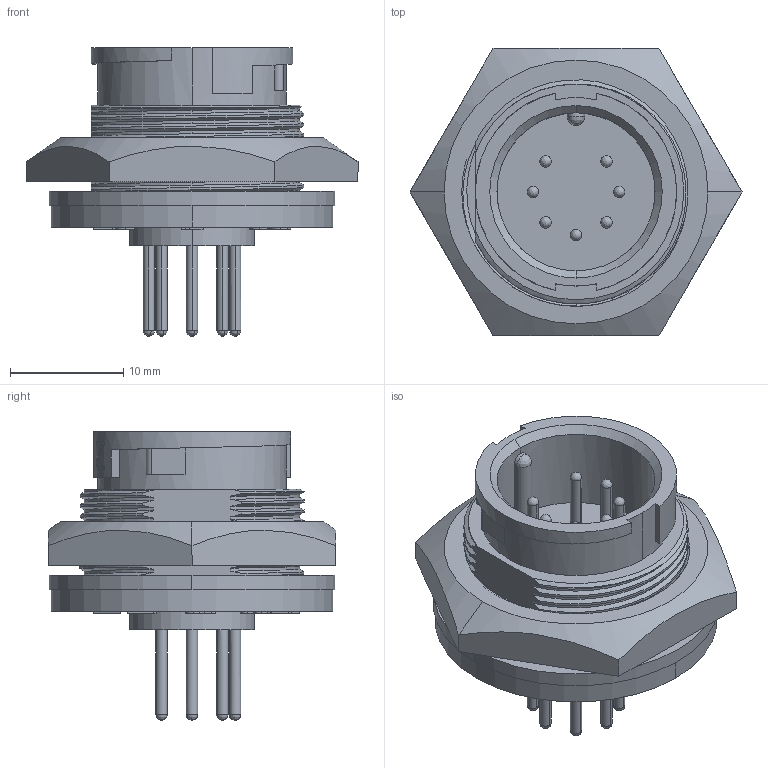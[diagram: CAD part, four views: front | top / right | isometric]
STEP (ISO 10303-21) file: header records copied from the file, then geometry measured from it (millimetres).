
FILE_DESCRIPTION (( 'STEP AP203' ), '1' );
FILE_NAME ('4292-7PG-300.STEP', '2018-08-10T16:39:54', ( '' ), ( '' ), 'SwSTEP 2.0', 'SolidWorks 2017', '' );
FILE_SCHEMA (( 'CONFIG_CONTROL_DESIGN' ));
Length unit declared in the file: inch
Products named in the file (1): 4292-7PG-300
Bounding box: 29.33 x 25.4 x 25.5 mm (x, y, z)
Volume: 4820.4 mm3; surface area: 4090.4 mm2
Topology: 2 solids, 2 shells, 351 faces, 992 edges, 634 vertices
Faces by surface type: plane 130, bspline 126, cylinder 90, cone 5
Entity records: 22286 total; most frequent: CARTESIAN_POINT 14352, ORIENTED_EDGE 1896, DIRECTION 1229, EDGE_CURVE 948, VERTEX_POINT 634, LINE 489, VECTOR 489, EDGE_LOOP 386
